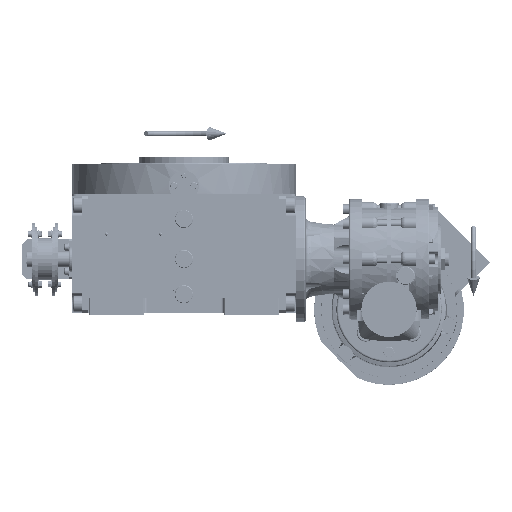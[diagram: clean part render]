
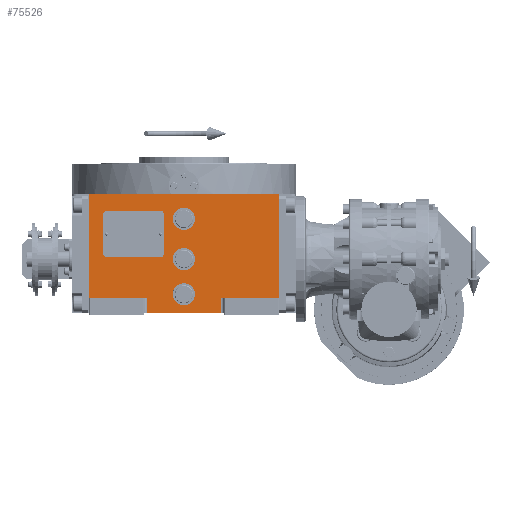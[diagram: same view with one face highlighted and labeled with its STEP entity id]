
A CAD part, top view. The second image highlights one B-rep face of the part: STEP entity #75526.
In plain terms, the highlighted planar face has unit normal (0, 0, 1).
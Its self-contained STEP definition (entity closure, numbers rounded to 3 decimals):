
#1822 = CARTESIAN_POINT ( 'NONE',  ( 94.5, -38.5, 163.5 ) ) ;
#3734 = CIRCLE ( 'NONE', #156228, 11. ) ;
#4882 = EDGE_LOOP ( 'NONE', ( #63069, #13135, #79344, #164519, #46605, #85014, #65882, #166601 ) ) ;
#5317 = VECTOR ( 'NONE', #16826, 1000. ) ;
#7308 = FACE_BOUND ( 'NONE', #49645, .T. ) ;
#7474 = VERTEX_POINT ( 'NONE', #23402 ) ;
#8136 = CARTESIAN_POINT ( 'NONE',  ( 37., -38.5, 163.5 ) ) ;
#8724 = EDGE_CURVE ( 'NONE', #54511, #158173, #61913, .T. ) ;
#9161 = EDGE_LOOP ( 'NONE', ( #124370, #113982 ) ) ;
#12689 = CARTESIAN_POINT ( 'NONE',  ( 0., 40., 163.5 ) ) ;
#13135 = ORIENTED_EDGE ( 'NONE', *, *, #122395, .F. ) ;
#13149 = DIRECTION ( 'NONE',  ( -1., 0., 0. ) ) ;
#13800 = CIRCLE ( 'NONE', #71442, 11. ) ;
#15370 = DIRECTION ( 'NONE',  ( -1., 0., 0. ) ) ;
#16781 = CARTESIAN_POINT ( 'NONE',  ( 11., 40., 163.5 ) ) ;
#16826 = DIRECTION ( 'NONE',  ( 1., 0., 0. ) ) ;
#17708 = LINE ( 'NONE', #140348, #5317 ) ;
#17867 = DIRECTION ( 'NONE',  ( 0., 1., 0. ) ) ;
#18018 = CARTESIAN_POINT ( 'NONE',  ( -94.5, -38.5, 163.5 ) ) ;
#20795 = FACE_BOUND ( 'NONE', #9161, .T. ) ;
#21187 = VERTEX_POINT ( 'NONE', #52086 ) ;
#23402 = CARTESIAN_POINT ( 'NONE',  ( -94.5, -38.5, 163.5 ) ) ;
#23885 = VERTEX_POINT ( 'NONE', #32906 ) ;
#24016 = CARTESIAN_POINT ( 'NONE',  ( -94.5, 64.5, 163.5 ) ) ;
#27126 = CARTESIAN_POINT ( 'NONE',  ( 0., -35., 163.5 ) ) ;
#27973 = LINE ( 'NONE', #1822, #133474 ) ;
#28481 = ORIENTED_EDGE ( 'NONE', *, *, #65423, .F. ) ;
#29192 = EDGE_CURVE ( 'NONE', #107701, #147509, #62317, .T. ) ;
#30625 = DIRECTION ( 'NONE',  ( 0., 1., 0. ) ) ;
#31618 = VECTOR ( 'NONE', #117093, 1000. ) ;
#32906 = CARTESIAN_POINT ( 'NONE',  ( 94.5, 64.5, 163.5 ) ) ;
#34601 = VERTEX_POINT ( 'NONE', #99694 ) ;
#36588 = DIRECTION ( 'NONE',  ( 1., 0., 0. ) ) ;
#37389 = VERTEX_POINT ( 'NONE', #130198 ) ;
#37666 = CIRCLE ( 'NONE', #103978, 11. ) ;
#38422 = CARTESIAN_POINT ( 'NONE',  ( 11., 0., 163.5 ) ) ;
#42765 = CARTESIAN_POINT ( 'NONE',  ( 0., 0., 163.5 ) ) ;
#43959 = LINE ( 'NONE', #127875, #111605 ) ;
#45122 = PLANE ( 'NONE',  #95934 ) ;
#46605 = ORIENTED_EDGE ( 'NONE', *, *, #129944, .F. ) ;
#47591 = CARTESIAN_POINT ( 'NONE',  ( -37., -38.5, 163.5 ) ) ;
#49645 = EDGE_LOOP ( 'NONE', ( #125362, #86105 ) ) ;
#51229 = CARTESIAN_POINT ( 'NONE',  ( -11., -35., 163.5 ) ) ;
#52086 = CARTESIAN_POINT ( 'NONE',  ( 94.5, -38.5, 163.5 ) ) ;
#54511 = VERTEX_POINT ( 'NONE', #38422 ) ;
#55579 = VERTEX_POINT ( 'NONE', #8136 ) ;
#55899 = CARTESIAN_POINT ( 'NONE',  ( 0., -35., 163.5 ) ) ;
#56466 = AXIS2_PLACEMENT_3D ( 'NONE', #168588, #62196, #128061 ) ;
#59546 = FACE_OUTER_BOUND ( 'NONE', #4882, .T. ) ;
#61913 = CIRCLE ( 'NONE', #174138, 11. ) ;
#62196 = DIRECTION ( 'NONE',  ( 0., 0., 1. ) ) ;
#62317 = CIRCLE ( 'NONE', #56466, 11. ) ;
#63069 = ORIENTED_EDGE ( 'NONE', *, *, #164844, .T. ) ;
#65320 = CARTESIAN_POINT ( 'NONE',  ( -37., -53.5, 163.5 ) ) ;
#65423 = EDGE_CURVE ( 'NONE', #158173, #54511, #3734, .T. ) ;
#65882 = ORIENTED_EDGE ( 'NONE', *, *, #172663, .T. ) ;
#67673 = DIRECTION ( 'NONE',  ( 1., 0., 0. ) ) ;
#69004 = DIRECTION ( 'NONE',  ( 0., 0., 1. ) ) ;
#70283 = VECTOR ( 'NONE', #139967, 1000. ) ;
#70753 = CARTESIAN_POINT ( 'NONE',  ( -11., 40., 163.5 ) ) ;
#71442 = AXIS2_PLACEMENT_3D ( 'NONE', #55899, #87434, #75698 ) ;
#75526 = ADVANCED_FACE ( 'NONE', ( #88442, #7308, #20795, #59546 ), #45122, .T. ) ;
#75698 = DIRECTION ( 'NONE',  ( 1., 0., 0. ) ) ;
#75809 = VERTEX_POINT ( 'NONE', #47591 ) ;
#77215 = CARTESIAN_POINT ( 'NONE',  ( -37., -53.5, 163.5 ) ) ;
#79344 = ORIENTED_EDGE ( 'NONE', *, *, #143006, .T. ) ;
#81432 = LINE ( 'NONE', #84061, #70283 ) ;
#81798 = EDGE_CURVE ( 'NONE', #7474, #110317, #43959, .T. ) ;
#84061 = CARTESIAN_POINT ( 'NONE',  ( 37., -38.5, 163.5 ) ) ;
#84129 = CIRCLE ( 'NONE', #101374, 11. ) ;
#84998 = VECTOR ( 'NONE', #120328, 1000. ) ;
#85014 = ORIENTED_EDGE ( 'NONE', *, *, #81798, .F. ) ;
#86105 = ORIENTED_EDGE ( 'NONE', *, *, #167112, .F. ) ;
#87434 = DIRECTION ( 'NONE',  ( 0., 0., 1. ) ) ;
#88442 = FACE_BOUND ( 'NONE', #89203, .T. ) ;
#89203 = EDGE_LOOP ( 'NONE', ( #139896, #28481 ) ) ;
#93011 = EDGE_CURVE ( 'NONE', #34601, #109759, #13800, .T. ) ;
#95934 = AXIS2_PLACEMENT_3D ( 'NONE', #131714, #156028, #130825 ) ;
#99694 = CARTESIAN_POINT ( 'NONE',  ( 11., -35., 163.5 ) ) ;
#101374 = AXIS2_PLACEMENT_3D ( 'NONE', #27126, #123602, #15370 ) ;
#102697 = EDGE_CURVE ( 'NONE', #21187, #23885, #27973, .T. ) ;
#103725 = VECTOR ( 'NONE', #36588, 1000. ) ;
#103978 = AXIS2_PLACEMENT_3D ( 'NONE', #12689, #124455, #67673 ) ;
#104893 = EDGE_CURVE ( 'NONE', #109746, #75809, #155507, .T. ) ;
#107701 = VERTEX_POINT ( 'NONE', #70753 ) ;
#109746 = VERTEX_POINT ( 'NONE', #119833 ) ;
#109759 = VERTEX_POINT ( 'NONE', #51229 ) ;
#110317 = VERTEX_POINT ( 'NONE', #24016 ) ;
#111605 = VECTOR ( 'NONE', #17867, 1000. ) ;
#112689 = DIRECTION ( 'NONE',  ( 1., 0., 0. ) ) ;
#113982 = ORIENTED_EDGE ( 'NONE', *, *, #29192, .F. ) ;
#117093 = DIRECTION ( 'NONE',  ( 1., 0., 0. ) ) ;
#119833 = CARTESIAN_POINT ( 'NONE',  ( -37., -53.5, 163.5 ) ) ;
#120328 = DIRECTION ( 'NONE',  ( 0., 1., 0. ) ) ;
#122395 = EDGE_CURVE ( 'NONE', #55579, #37389, #81432, .T. ) ;
#123180 = VECTOR ( 'NONE', #112689, 1000. ) ;
#123602 = DIRECTION ( 'NONE',  ( 0., 0., 1. ) ) ;
#124370 = ORIENTED_EDGE ( 'NONE', *, *, #165958, .F. ) ;
#124455 = DIRECTION ( 'NONE',  ( 0., 0., 1. ) ) ;
#125362 = ORIENTED_EDGE ( 'NONE', *, *, #93011, .F. ) ;
#127875 = CARTESIAN_POINT ( 'NONE',  ( -94.5, -38.5, 163.5 ) ) ;
#128061 = DIRECTION ( 'NONE',  ( -1., 0., 0. ) ) ;
#129944 = EDGE_CURVE ( 'NONE', #110317, #23885, #161194, .T. ) ;
#130198 = CARTESIAN_POINT ( 'NONE',  ( 37., -53.5, 163.5 ) ) ;
#130645 = CARTESIAN_POINT ( 'NONE',  ( -94.5, 64.5, 163.5 ) ) ;
#130825 = DIRECTION ( 'NONE',  ( 1., 0., 0. ) ) ;
#131714 = CARTESIAN_POINT ( 'NONE',  ( -94.5, -53.5, 163.5 ) ) ;
#133474 = VECTOR ( 'NONE', #30625, 1000. ) ;
#138616 = CARTESIAN_POINT ( 'NONE',  ( -11., 0., 163.5 ) ) ;
#138878 = LINE ( 'NONE', #18018, #123180 ) ;
#139896 = ORIENTED_EDGE ( 'NONE', *, *, #8724, .F. ) ;
#139967 = DIRECTION ( 'NONE',  ( 0., -1., 0. ) ) ;
#140348 = CARTESIAN_POINT ( 'NONE',  ( 37., -38.5, 163.5 ) ) ;
#143006 = EDGE_CURVE ( 'NONE', #55579, #21187, #17708, .T. ) ;
#146926 = CARTESIAN_POINT ( 'NONE',  ( 0., 0., 163.5 ) ) ;
#147509 = VERTEX_POINT ( 'NONE', #16781 ) ;
#147803 = DIRECTION ( 'NONE',  ( 1., 0., 0. ) ) ;
#148348 = LINE ( 'NONE', #77215, #103725 ) ;
#155507 = LINE ( 'NONE', #65320, #84998 ) ;
#156028 = DIRECTION ( 'NONE',  ( 0., 0., 1. ) ) ;
#156228 = AXIS2_PLACEMENT_3D ( 'NONE', #42765, #69004, #13149 ) ;
#158173 = VERTEX_POINT ( 'NONE', #138616 ) ;
#161194 = LINE ( 'NONE', #130645, #31618 ) ;
#161317 = DIRECTION ( 'NONE',  ( 0., 0., 1. ) ) ;
#164519 = ORIENTED_EDGE ( 'NONE', *, *, #102697, .T. ) ;
#164844 = EDGE_CURVE ( 'NONE', #109746, #37389, #148348, .T. ) ;
#165958 = EDGE_CURVE ( 'NONE', #147509, #107701, #37666, .T. ) ;
#166601 = ORIENTED_EDGE ( 'NONE', *, *, #104893, .F. ) ;
#167112 = EDGE_CURVE ( 'NONE', #109759, #34601, #84129, .T. ) ;
#168588 = CARTESIAN_POINT ( 'NONE',  ( 0., 40., 163.5 ) ) ;
#172663 = EDGE_CURVE ( 'NONE', #7474, #75809, #138878, .T. ) ;
#174138 = AXIS2_PLACEMENT_3D ( 'NONE', #146926, #161317, #147803 ) ;
